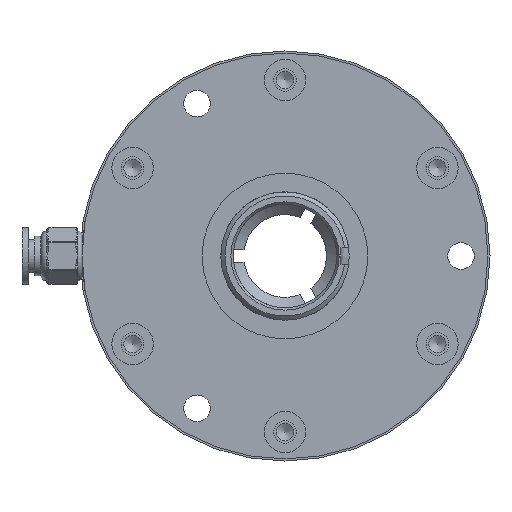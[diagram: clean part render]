
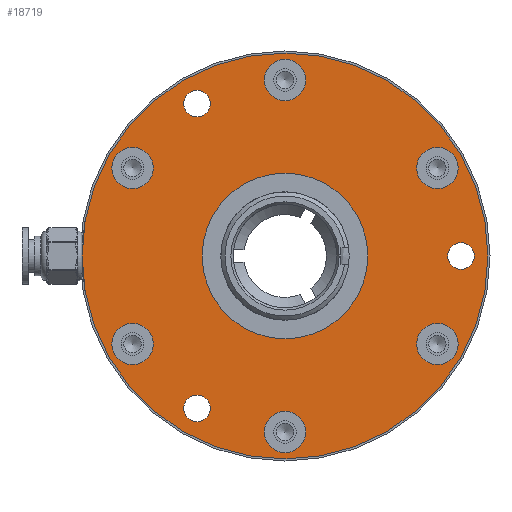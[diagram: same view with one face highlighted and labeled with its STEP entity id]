
A CAD part, left-side view. The second image highlights one B-rep face of the part: STEP entity #18719.
In plain terms, the highlighted planar face has unit normal (-1, 0, 0).
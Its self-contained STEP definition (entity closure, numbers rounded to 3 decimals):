
#698 = CARTESIAN_POINT ( 'NONE',  ( -86.564, 7.843, 0. ) ) ;
#780 = CIRCLE ( 'NONE', #4930, 3.2 ) ;
#1716 = CARTESIAN_POINT ( 'NONE',  ( -86.564, 44.649, -21.25 ) ) ;
#1745 = DIRECTION ( 'NONE',  ( -1., 0., 0. ) ) ;
#1751 = CARTESIAN_POINT ( 'NONE',  ( -86.564, 7.843, 20. ) ) ;
#2051 = EDGE_LOOP ( 'NONE', ( #11882 ) ) ;
#2628 = EDGE_LOOP ( 'NONE', ( #17473 ) ) ;
#2631 = EDGE_CURVE ( 'NONE', #12273, #12273, #21189, .T. ) ;
#2699 = FACE_BOUND ( 'NONE', #2628, .T. ) ;
#2855 = DIRECTION ( 'NONE',  ( 0., 0., -1. ) ) ;
#3123 = DIRECTION ( 'NONE',  ( 0., 0., -1. ) ) ;
#3170 = DIRECTION ( 'NONE',  ( -1., 0., 0. ) ) ;
#3537 = VERTEX_POINT ( 'NONE', #11450 ) ;
#3575 = AXIS2_PLACEMENT_3D ( 'NONE', #698, #15604, #17748 ) ;
#3660 = CARTESIAN_POINT ( 'NONE',  ( -86.564, -13.407, 36.806 ) ) ;
#4774 = DIRECTION ( 'NONE',  ( -1., 0., 0. ) ) ;
#4873 = AXIS2_PLACEMENT_3D ( 'NONE', #27410, #3170, #5120 ) ;
#4930 = AXIS2_PLACEMENT_3D ( 'NONE', #15665, #10635, #2855 ) ;
#4962 = CARTESIAN_POINT ( 'NONE',  ( -86.564, 50.343, -3.2 ) ) ;
#5120 = DIRECTION ( 'NONE',  ( 0., 0., 1. ) ) ;
#5140 = FACE_BOUND ( 'NONE', #21223, .T. ) ;
#5444 = ORIENTED_EDGE ( 'NONE', *, *, #27442, .F. ) ;
#5446 = FACE_BOUND ( 'NONE', #23032, .T. ) ;
#5951 = VERTEX_POINT ( 'NONE', #23525 ) ;
#6139 = EDGE_CURVE ( 'NONE', #17330, #17330, #31322, .T. ) ;
#6233 = DIRECTION ( 'NONE',  ( -1., 0., 0. ) ) ;
#6616 = DIRECTION ( 'NONE',  ( 0., 0., 1. ) ) ;
#6955 = CARTESIAN_POINT ( 'NONE',  ( -86.564, -13.407, 33.606 ) ) ;
#7190 = DIRECTION ( 'NONE',  ( 0., 0., 1. ) ) ;
#7704 = FACE_BOUND ( 'NONE', #10711, .T. ) ;
#9111 = CIRCLE ( 'NONE', #10683, 5. ) ;
#9164 = ORIENTED_EDGE ( 'NONE', *, *, #6139, .F. ) ;
#9400 = ORIENTED_EDGE ( 'NONE', *, *, #10950, .F. ) ;
#9464 = CARTESIAN_POINT ( 'NONE',  ( -86.564, -28.963, -21.25 ) ) ;
#10143 = PLANE ( 'NONE',  #11650 ) ;
#10466 = FACE_BOUND ( 'NONE', #20851, .T. ) ;
#10635 = DIRECTION ( 'NONE',  ( -1., 0., 0. ) ) ;
#10683 = AXIS2_PLACEMENT_3D ( 'NONE', #30738, #16190, #26013 ) ;
#10711 = EDGE_LOOP ( 'NONE', ( #25182 ) ) ;
#10727 = DIRECTION ( 'NONE',  ( -1., 0., 0. ) ) ;
#10950 = EDGE_CURVE ( 'NONE', #27931, #27931, #31902, .T. ) ;
#11210 = EDGE_CURVE ( 'NONE', #17820, #17820, #12552, .T. ) ;
#11450 = CARTESIAN_POINT ( 'NONE',  ( -86.564, -28.963, -16.25 ) ) ;
#11650 = AXIS2_PLACEMENT_3D ( 'NONE', #31190, #28728, #31022 ) ;
#11882 = ORIENTED_EDGE ( 'NONE', *, *, #31121, .F. ) ;
#11892 = DIRECTION ( 'NONE',  ( -1., 0., 0. ) ) ;
#11971 = EDGE_LOOP ( 'NONE', ( #20942 ) ) ;
#12273 = VERTEX_POINT ( 'NONE', #31870 ) ;
#12334 = CIRCLE ( 'NONE', #3575, 20. ) ;
#12361 = DIRECTION ( 'NONE',  ( 0., 0., 1. ) ) ;
#12552 = CIRCLE ( 'NONE', #26143, 5. ) ;
#12729 = DIRECTION ( 'NONE',  ( 0., 0., 1. ) ) ;
#12746 = ORIENTED_EDGE ( 'NONE', *, *, #27150, .F. ) ;
#12844 = AXIS2_PLACEMENT_3D ( 'NONE', #9464, #11892, #12361 ) ;
#13561 = VERTEX_POINT ( 'NONE', #1751 ) ;
#14047 = VERTEX_POINT ( 'NONE', #30715 ) ;
#15081 = AXIS2_PLACEMENT_3D ( 'NONE', #27692, #10727, #3123 ) ;
#15158 = DIRECTION ( 'NONE',  ( -1., 0., 0. ) ) ;
#15492 = FACE_BOUND ( 'NONE', #2051, .T. ) ;
#15604 = DIRECTION ( 'NONE',  ( -1., 0., 0. ) ) ;
#15665 = CARTESIAN_POINT ( 'NONE',  ( -86.564, -13.407, -36.806 ) ) ;
#16159 = VERTEX_POINT ( 'NONE', #31367 ) ;
#16190 = DIRECTION ( 'NONE',  ( -1., 0., 0. ) ) ;
#16344 = CARTESIAN_POINT ( 'NONE',  ( -86.564, 7.843, 42.5 ) ) ;
#17330 = VERTEX_POINT ( 'NONE', #6955 ) ;
#17473 = ORIENTED_EDGE ( 'NONE', *, *, #2631, .F. ) ;
#17476 = FACE_BOUND ( 'NONE', #27382, .T. ) ;
#17748 = DIRECTION ( 'NONE',  ( 0., 0., 1. ) ) ;
#17807 = FACE_BOUND ( 'NONE', #32066, .T. ) ;
#17820 = VERTEX_POINT ( 'NONE', #20757 ) ;
#17969 = FACE_BOUND ( 'NONE', #11971, .T. ) ;
#18238 = EDGE_CURVE ( 'NONE', #16159, #16159, #9111, .T. ) ;
#18712 = EDGE_CURVE ( 'NONE', #5951, #5951, #780, .T. ) ;
#18719 = ADVANCED_FACE ( 'NONE', ( #17476, #17807, #30373, #17969, #5140, #10466, #15492, #5446, #7704, #2699, #20401 ), #10143, .F. ) ;
#18952 = DIRECTION ( 'NONE',  ( 0., 0., 1. ) ) ;
#19118 = VERTEX_POINT ( 'NONE', #29071 ) ;
#20401 = FACE_OUTER_BOUND ( 'NONE', #30911, .T. ) ;
#20757 = CARTESIAN_POINT ( 'NONE',  ( -86.564, 44.649, -16.25 ) ) ;
#20851 = EDGE_LOOP ( 'NONE', ( #29972 ) ) ;
#20942 = ORIENTED_EDGE ( 'NONE', *, *, #31832, .F. ) ;
#21189 = CIRCLE ( 'NONE', #24781, 5. ) ;
#21223 = EDGE_LOOP ( 'NONE', ( #9400 ) ) ;
#22336 = AXIS2_PLACEMENT_3D ( 'NONE', #25118, #15158, #12729 ) ;
#23032 = EDGE_LOOP ( 'NONE', ( #12746 ) ) ;
#23525 = CARTESIAN_POINT ( 'NONE',  ( -86.564, -13.407, -40.006 ) ) ;
#23552 = ORIENTED_EDGE ( 'NONE', *, *, #18712, .F. ) ;
#23855 = DIRECTION ( 'NONE',  ( -1., 0., 0. ) ) ;
#23955 = DIRECTION ( 'NONE',  ( 0., 0., -1. ) ) ;
#24508 = AXIS2_PLACEMENT_3D ( 'NONE', #3660, #6233, #23955 ) ;
#24781 = AXIS2_PLACEMENT_3D ( 'NONE', #16344, #23855, #6616 ) ;
#25118 = CARTESIAN_POINT ( 'NONE',  ( -86.564, 7.843, 0. ) ) ;
#25182 = ORIENTED_EDGE ( 'NONE', *, *, #18238, .F. ) ;
#25487 = CARTESIAN_POINT ( 'NONE',  ( -86.564, 44.649, 26.25 ) ) ;
#26013 = DIRECTION ( 'NONE',  ( 0., 0., 1. ) ) ;
#26050 = AXIS2_PLACEMENT_3D ( 'NONE', #31361, #1745, #18952 ) ;
#26143 = AXIS2_PLACEMENT_3D ( 'NONE', #1716, #4774, #7190 ) ;
#27150 = EDGE_CURVE ( 'NONE', #3537, #3537, #30048, .T. ) ;
#27244 = VERTEX_POINT ( 'NONE', #4962 ) ;
#27382 = EDGE_LOOP ( 'NONE', ( #5444 ) ) ;
#27410 = CARTESIAN_POINT ( 'NONE',  ( -86.564, 44.649, 21.25 ) ) ;
#27442 = EDGE_CURVE ( 'NONE', #13561, #13561, #12334, .T. ) ;
#27692 = CARTESIAN_POINT ( 'NONE',  ( -86.564, 50.343, 0. ) ) ;
#27931 = VERTEX_POINT ( 'NONE', #25487 ) ;
#28116 = CIRCLE ( 'NONE', #26050, 5. ) ;
#28578 = CIRCLE ( 'NONE', #22336, 49. ) ;
#28728 = DIRECTION ( 'NONE',  ( 1., 0., 0. ) ) ;
#29071 = CARTESIAN_POINT ( 'NONE',  ( -86.564, 7.843, -37.5 ) ) ;
#29181 = CIRCLE ( 'NONE', #15081, 3.2 ) ;
#29876 = EDGE_CURVE ( 'NONE', #14047, #14047, #28578, .T. ) ;
#29972 = ORIENTED_EDGE ( 'NONE', *, *, #11210, .F. ) ;
#30048 = CIRCLE ( 'NONE', #12844, 5. ) ;
#30373 = FACE_BOUND ( 'NONE', #30735, .T. ) ;
#30715 = CARTESIAN_POINT ( 'NONE',  ( -86.564, 7.843, 49. ) ) ;
#30735 = EDGE_LOOP ( 'NONE', ( #23552 ) ) ;
#30738 = CARTESIAN_POINT ( 'NONE',  ( -86.564, -28.963, 21.25 ) ) ;
#30911 = EDGE_LOOP ( 'NONE', ( #31742 ) ) ;
#31022 = DIRECTION ( 'NONE',  ( 0., 1., 0. ) ) ;
#31121 = EDGE_CURVE ( 'NONE', #19118, #19118, #28116, .T. ) ;
#31190 = CARTESIAN_POINT ( 'NONE',  ( -86.564, 27.843, 0. ) ) ;
#31322 = CIRCLE ( 'NONE', #24508, 3.2 ) ;
#31361 = CARTESIAN_POINT ( 'NONE',  ( -86.564, 7.843, -42.5 ) ) ;
#31367 = CARTESIAN_POINT ( 'NONE',  ( -86.564, -28.963, 26.25 ) ) ;
#31742 = ORIENTED_EDGE ( 'NONE', *, *, #29876, .T. ) ;
#31832 = EDGE_CURVE ( 'NONE', #27244, #27244, #29181, .T. ) ;
#31870 = CARTESIAN_POINT ( 'NONE',  ( -86.564, 7.843, 47.5 ) ) ;
#31902 = CIRCLE ( 'NONE', #4873, 5. ) ;
#32066 = EDGE_LOOP ( 'NONE', ( #9164 ) ) ;
